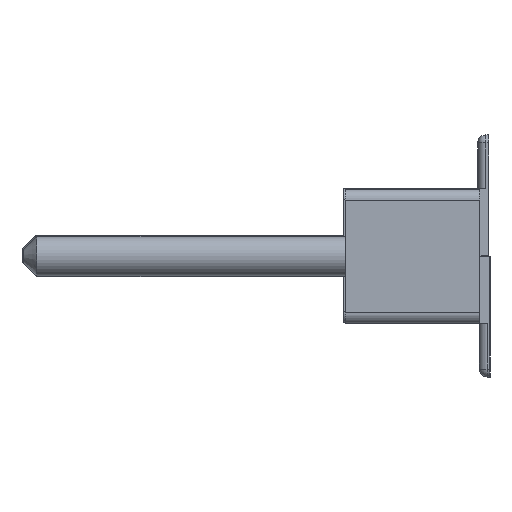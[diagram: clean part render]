
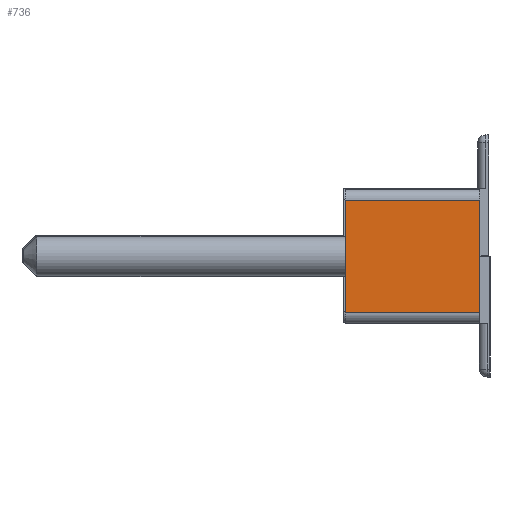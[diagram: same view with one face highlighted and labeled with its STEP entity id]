
A CAD part, left-side view. The second image highlights one B-rep face of the part: STEP entity #736.
In plain terms, the highlighted planar face has unit normal (-1, 0, 0).
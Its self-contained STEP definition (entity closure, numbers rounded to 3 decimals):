
#60 = VECTOR ( 'NONE', #1509, 1000. ) ;
#90 = EDGE_CURVE ( 'NONE', #463, #505, #930, .T. ) ;
#102 = DIRECTION ( 'NONE',  ( 0., -1., 0. ) ) ;
#125 = VECTOR ( 'NONE', #728, 1000. ) ;
#260 = EDGE_CURVE ( 'NONE', #481, #463, #559, .T. ) ;
#289 = EDGE_CURVE ( 'NONE', #481, #888, #349, .T. ) ;
#306 = CARTESIAN_POINT ( 'NONE',  ( -1.447, 2.5, -1.05 ) ) ;
#349 = LINE ( 'NONE', #929, #1039 ) ;
#425 = CARTESIAN_POINT ( 'NONE',  ( -1.447, 0., -1.05 ) ) ;
#463 = VERTEX_POINT ( 'NONE', #894 ) ;
#481 = VERTEX_POINT ( 'NONE', #306 ) ;
#493 = PLANE ( 'NONE',  #1432 ) ;
#505 = VERTEX_POINT ( 'NONE', #1022 ) ;
#559 = LINE ( 'NONE', #915, #60 ) ;
#652 = VECTOR ( 'NONE', #784, 1000. ) ;
#718 = CARTESIAN_POINT ( 'NONE',  ( -1.447, 2.5, -1.05 ) ) ;
#728 = DIRECTION ( 'NONE',  ( 0., -1., 0. ) ) ;
#736 = ADVANCED_FACE ( 'NONE', ( #1071 ), #493, .F. ) ;
#784 = DIRECTION ( 'NONE',  ( 0., 0., 1. ) ) ;
#835 = DIRECTION ( 'NONE',  ( 1., 0., 0. ) ) ;
#845 = DIRECTION ( 'NONE',  ( 0., 0., -1. ) ) ;
#888 = VERTEX_POINT ( 'NONE', #1480 ) ;
#894 = CARTESIAN_POINT ( 'NONE',  ( -1.447, 2.5, 1.05 ) ) ;
#915 = CARTESIAN_POINT ( 'NONE',  ( -1.447, 2.5, -1.05 ) ) ;
#923 = ORIENTED_EDGE ( 'NONE', *, *, #260, .F. ) ;
#929 = CARTESIAN_POINT ( 'NONE',  ( -1.447, 2.5, -1.05 ) ) ;
#930 = LINE ( 'NONE', #1319, #125 ) ;
#1014 = LINE ( 'NONE', #425, #652 ) ;
#1022 = CARTESIAN_POINT ( 'NONE',  ( -1.447, 0., 1.05 ) ) ;
#1039 = VECTOR ( 'NONE', #102, 1000. ) ;
#1071 = FACE_OUTER_BOUND ( 'NONE', #1395, .T. ) ;
#1142 = ORIENTED_EDGE ( 'NONE', *, *, #90, .F. ) ;
#1274 = ORIENTED_EDGE ( 'NONE', *, *, #289, .T. ) ;
#1319 = CARTESIAN_POINT ( 'NONE',  ( -1.447, 2.5, 1.05 ) ) ;
#1389 = EDGE_CURVE ( 'NONE', #888, #505, #1014, .T. ) ;
#1395 = EDGE_LOOP ( 'NONE', ( #1494, #1142, #923, #1274 ) ) ;
#1432 = AXIS2_PLACEMENT_3D ( 'NONE', #718, #835, #845 ) ;
#1480 = CARTESIAN_POINT ( 'NONE',  ( -1.447, 0., -1.05 ) ) ;
#1494 = ORIENTED_EDGE ( 'NONE', *, *, #1389, .T. ) ;
#1509 = DIRECTION ( 'NONE',  ( 0., 0., 1. ) ) ;
